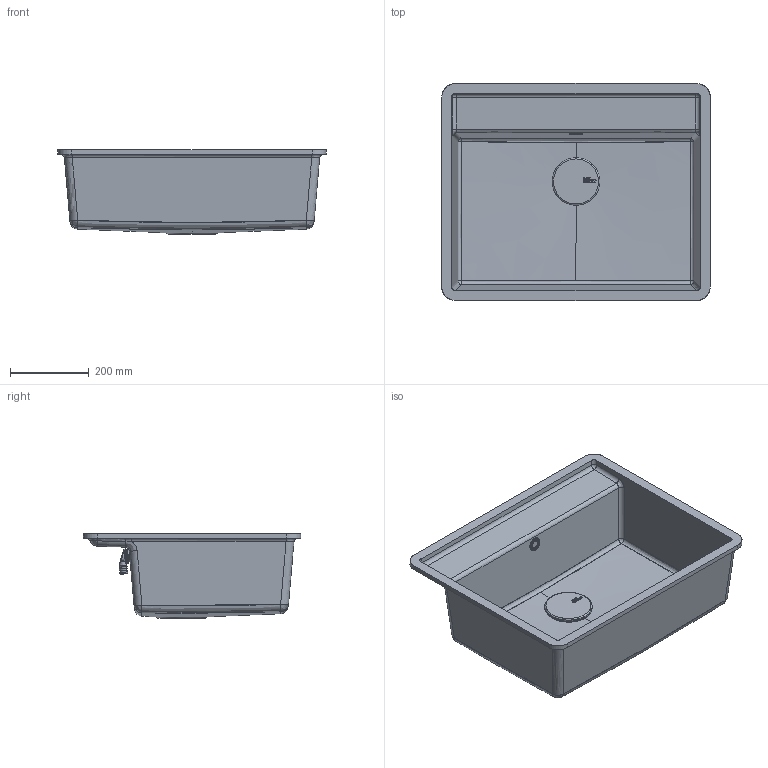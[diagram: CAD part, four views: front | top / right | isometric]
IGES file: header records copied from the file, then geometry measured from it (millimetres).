
Global section: file name: 67HTASTY 9610.igs; native system: Rhinoceros ( Oct  8 2013 ); preprocessor: Trout Lake IGES 012 Oct  8 2013; date: 151222.121105; units: millimetre
Bounding box: 680 x 550 x 215 mm (x, y, z)
Surface area: 1491224 mm2 (no closed solid volume)
Topology: 0 solids, 0 shells, 4006 faces, 15386 edges, 15382 vertices
Faces by surface type: bspline 4006
